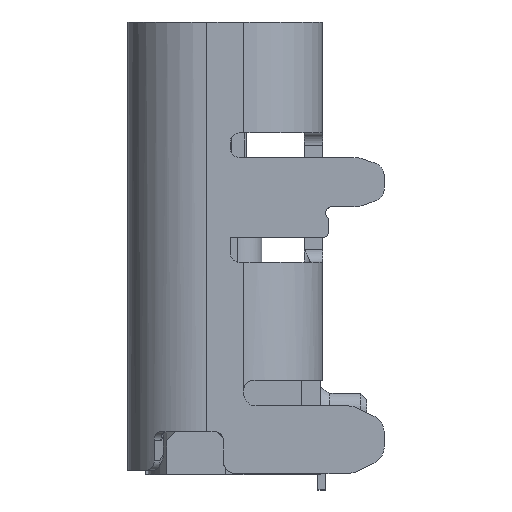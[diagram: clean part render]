
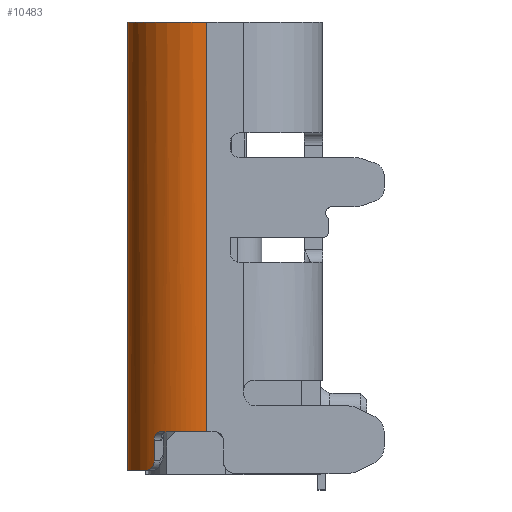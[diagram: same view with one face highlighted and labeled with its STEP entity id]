
A CAD part, left-side view. The second image highlights one B-rep face of the part: STEP entity #10483.
In plain terms, the highlighted cylindrical face has radius 1.28 mm (diameter 2.56 mm), a partial arc.
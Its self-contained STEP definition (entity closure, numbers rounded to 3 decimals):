
#109 = AXIS2_PLACEMENT_3D ( 'NONE', #13393, #9822, #13562 ) ;
#402 = CARTESIAN_POINT ( 'NONE',  ( -4.47, 1.98, -4.05 ) ) ;
#772 = CARTESIAN_POINT ( 'NONE',  ( -4.143, 2.835, -4.525 ) ) ;
#852 = CARTESIAN_POINT ( 'NONE',  ( -4.143, 2.835, -4.2 ) ) ;
#2042 = VERTEX_POINT ( 'NONE', #17688 ) ;
#2078 = CARTESIAN_POINT ( 'NONE',  ( -4.47, 1.98, -1.04 ) ) ;
#2085 = EDGE_CURVE ( 'NONE', #4090, #14176, #21003, .T. ) ;
#2264 = CARTESIAN_POINT ( 'NONE',  ( -3.19, 1.98, -4.05 ) ) ;
#2603 = VERTEX_POINT ( 'NONE', #17585 ) ;
#2997 = CARTESIAN_POINT ( 'NONE',  ( -4.445, 2.232, -4.05 ) ) ;
#3149 = EDGE_CURVE ( 'NONE', #3991, #18499, #3220, .T. ) ;
#3220 = B_SPLINE_CURVE_WITH_KNOTS ( 'NONE', 3,
 ( #12369, #7036, #8858, #17632, #21180, #8619 ),
 .UNSPECIFIED., .F., .F.,
 ( 4, 2, 4 ),
 ( 0., 0.5, 1. ),
 .UNSPECIFIED. ) ;
#3338 = CARTESIAN_POINT ( 'NONE',  ( -3.19, 3.26, -4.675 ) ) ;
#3567 = CARTESIAN_POINT ( 'NONE',  ( -4.092, 2.889, -4.659 ) ) ;
#3650 = CARTESIAN_POINT ( 'NONE',  ( -4.065, 2.916, -4.675 ) ) ;
#3991 = VERTEX_POINT ( 'NONE', #10260 ) ;
#4016 = EDGE_CURVE ( 'NONE', #5260, #2042, #22016, .T. ) ;
#4090 = VERTEX_POINT ( 'NONE', #3338 ) ;
#4781 = CARTESIAN_POINT ( 'NONE',  ( -4.237, 2.716, -4.05 ) ) ;
#5231 = FACE_OUTER_BOUND ( 'NONE', #14506, .T. ) ;
#5260 = VERTEX_POINT ( 'NONE', #5580 ) ;
#5275 = CARTESIAN_POINT ( 'NONE',  ( -3.19, 1.98, -4.675 ) ) ;
#5476 = EDGE_CURVE ( 'NONE', #2603, #10486, #11612, .T. ) ;
#5580 = CARTESIAN_POINT ( 'NONE',  ( -3.19, 3.26, 2.6 ) ) ;
#5672 = AXIS2_PLACEMENT_3D ( 'NONE', #2264, #22166, #15090 ) ;
#5784 = DIRECTION ( 'NONE',  ( 0., 0., 1. ) ) ;
#5916 = ORIENTED_EDGE ( 'NONE', *, *, #3149, .T. ) ;
#5967 = LINE ( 'NONE', #2078, #10823 ) ;
#6397 = ORIENTED_EDGE ( 'NONE', *, *, #6728, .T. ) ;
#6728 = EDGE_CURVE ( 'NONE', #13557, #2042, #5967, .T. ) ;
#6772 = B_SPLINE_CURVE_WITH_KNOTS ( 'NONE', 3,
 ( #772, #16929, #13386, #852 ),
 .UNSPECIFIED., .F., .F.,
 ( 4, 4 ),
 ( 0., 1. ),
 .UNSPECIFIED. ) ;
#6790 = AXIS2_PLACEMENT_3D ( 'NONE', #9356, #16491, #20195 ) ;
#7036 = CARTESIAN_POINT ( 'NONE',  ( -4.143, 2.835, -4.159 ) ) ;
#7134 = EDGE_CURVE ( 'NONE', #14176, #22162, #8533, .T. ) ;
#7246 = ORIENTED_EDGE ( 'NONE', *, *, #18935, .T. ) ;
#7662 = CARTESIAN_POINT ( 'NONE',  ( -4.143, 2.835, -4.525 ) ) ;
#8104 = ORIENTED_EDGE ( 'NONE', *, *, #20048, .T. ) ;
#8533 = B_SPLINE_CURVE_WITH_KNOTS ( 'NONE', 3,
 ( #19871, #3650, #3567, #9115, #14445, #21643 ),
 .UNSPECIFIED., .F., .F.,
 ( 4, 2, 4 ),
 ( 0., 0.5, 1. ),
 .UNSPECIFIED. ) ;
#8619 = CARTESIAN_POINT ( 'NONE',  ( -4.237, 2.716, -4.05 ) ) ;
#8858 = CARTESIAN_POINT ( 'NONE',  ( -4.152, 2.824, -4.124 ) ) ;
#9115 = CARTESIAN_POINT ( 'NONE',  ( -4.133, 2.846, -4.601 ) ) ;
#9356 = CARTESIAN_POINT ( 'NONE',  ( -3.19, 1.98, -4.05 ) ) ;
#9468 = EDGE_CURVE ( 'NONE', #18499, #2603, #11263, .T. ) ;
#9822 = DIRECTION ( 'NONE',  ( 0., 0., 1. ) ) ;
#10064 = CYLINDRICAL_SURFACE ( 'NONE', #17122, 1.28 ) ;
#10260 = CARTESIAN_POINT ( 'NONE',  ( -4.143, 2.835, -4.2 ) ) ;
#10306 = CARTESIAN_POINT ( 'NONE',  ( -3.19, 1.98, -1.04 ) ) ;
#10483 = ADVANCED_FACE ( 'NONE', ( #5231 ), #10064, .T. ) ;
#10486 = VERTEX_POINT ( 'NONE', #2997 ) ;
#10823 = VECTOR ( 'NONE', #5784, 1000. ) ;
#11263 = CIRCLE ( 'NONE', #6790, 1.28 ) ;
#11275 = ORIENTED_EDGE ( 'NONE', *, *, #4016, .F. ) ;
#11612 = CIRCLE ( 'NONE', #5672, 1.28 ) ;
#12173 = ORIENTED_EDGE ( 'NONE', *, *, #7134, .T. ) ;
#12369 = CARTESIAN_POINT ( 'NONE',  ( -4.143, 2.835, -4.2 ) ) ;
#13343 = ORIENTED_EDGE ( 'NONE', *, *, #16653, .F. ) ;
#13386 = CARTESIAN_POINT ( 'NONE',  ( -4.143, 2.835, -4.308 ) ) ;
#13393 = CARTESIAN_POINT ( 'NONE',  ( -3.19, 1.98, -4.05 ) ) ;
#13557 = VERTEX_POINT ( 'NONE', #402 ) ;
#13562 = DIRECTION ( 'NONE',  ( 1., 0., 0. ) ) ;
#14176 = VERTEX_POINT ( 'NONE', #20547 ) ;
#14335 = DIRECTION ( 'NONE',  ( 0., 0., 1. ) ) ;
#14445 = CARTESIAN_POINT ( 'NONE',  ( -4.142, 2.835, -4.566 ) ) ;
#14506 = EDGE_LOOP ( 'NONE', ( #21664, #21265, #7246, #6397, #11275, #13343, #20558, #12173, #8104, #5916 ) ) ;
#15006 = CARTESIAN_POINT ( 'NONE',  ( -3.19, 3.26, -1.038 ) ) ;
#15090 = DIRECTION ( 'NONE',  ( 1., 0., 0. ) ) ;
#15503 = AXIS2_PLACEMENT_3D ( 'NONE', #19278, #17808, #17509 ) ;
#15757 = DIRECTION ( 'NONE',  ( 0., 0., 1. ) ) ;
#16077 = AXIS2_PLACEMENT_3D ( 'NONE', #5275, #14335, #17771 ) ;
#16491 = DIRECTION ( 'NONE',  ( 0., 0., 1. ) ) ;
#16653 = EDGE_CURVE ( 'NONE', #4090, #5260, #21526, .T. ) ;
#16929 = CARTESIAN_POINT ( 'NONE',  ( -4.143, 2.835, -4.417 ) ) ;
#17033 = DIRECTION ( 'NONE',  ( 0., 0., 1. ) ) ;
#17122 = AXIS2_PLACEMENT_3D ( 'NONE', #10306, #15757, #19321 ) ;
#17509 = DIRECTION ( 'NONE',  ( 1., 0., 0. ) ) ;
#17585 = CARTESIAN_POINT ( 'NONE',  ( -4.368, 2.48, -4.05 ) ) ;
#17632 = CARTESIAN_POINT ( 'NONE',  ( -4.191, 2.779, -4.065 ) ) ;
#17688 = CARTESIAN_POINT ( 'NONE',  ( -4.47, 1.98, 2.6 ) ) ;
#17771 = DIRECTION ( 'NONE',  ( 1., 0., 0. ) ) ;
#17808 = DIRECTION ( 'NONE',  ( 0., 0., 1. ) ) ;
#18100 = CIRCLE ( 'NONE', #109, 1.28 ) ;
#18499 = VERTEX_POINT ( 'NONE', #4781 ) ;
#18935 = EDGE_CURVE ( 'NONE', #10486, #13557, #18100, .T. ) ;
#19278 = CARTESIAN_POINT ( 'NONE',  ( -3.19, 1.98, 2.6 ) ) ;
#19321 = DIRECTION ( 'NONE',  ( 1., 0., 0. ) ) ;
#19871 = CARTESIAN_POINT ( 'NONE',  ( -4.031, 2.945, -4.675 ) ) ;
#20048 = EDGE_CURVE ( 'NONE', #22162, #3991, #6772, .T. ) ;
#20195 = DIRECTION ( 'NONE',  ( 1., 0., 0. ) ) ;
#20428 = VECTOR ( 'NONE', #17033, 1000. ) ;
#20547 = CARTESIAN_POINT ( 'NONE',  ( -4.031, 2.945, -4.675 ) ) ;
#20558 = ORIENTED_EDGE ( 'NONE', *, *, #2085, .T. ) ;
#21003 = CIRCLE ( 'NONE', #16077, 1.28 ) ;
#21180 = CARTESIAN_POINT ( 'NONE',  ( -4.213, 2.75, -4.05 ) ) ;
#21265 = ORIENTED_EDGE ( 'NONE', *, *, #5476, .T. ) ;
#21526 = LINE ( 'NONE', #15006, #20428 ) ;
#21643 = CARTESIAN_POINT ( 'NONE',  ( -4.143, 2.835, -4.525 ) ) ;
#21664 = ORIENTED_EDGE ( 'NONE', *, *, #9468, .T. ) ;
#22016 = CIRCLE ( 'NONE', #15503, 1.28 ) ;
#22162 = VERTEX_POINT ( 'NONE', #7662 ) ;
#22166 = DIRECTION ( 'NONE',  ( 0., 0., 1. ) ) ;
